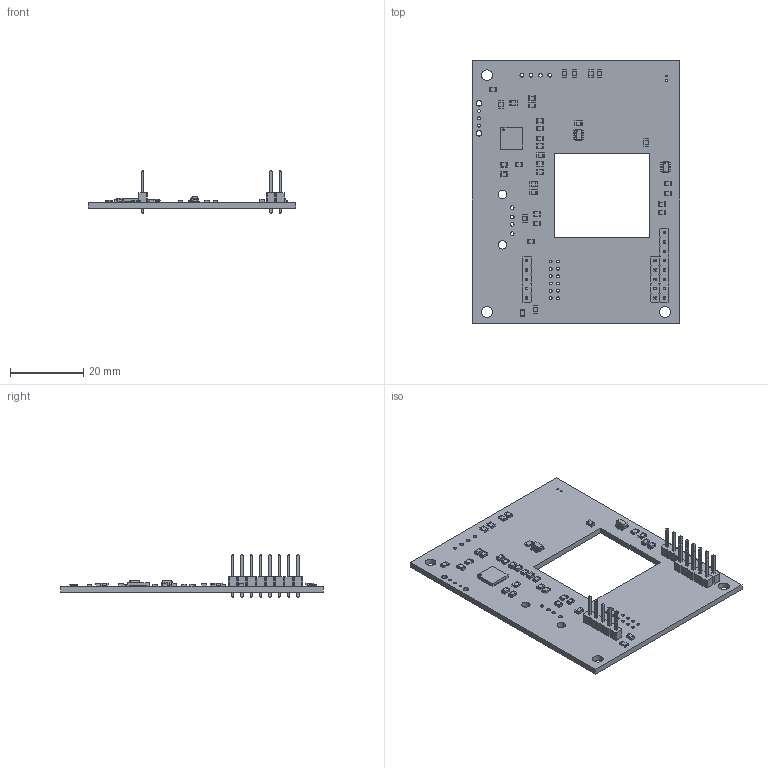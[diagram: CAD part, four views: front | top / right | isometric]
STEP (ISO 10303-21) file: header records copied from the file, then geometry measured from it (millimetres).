
FILE_DESCRIPTION(('KiCad electronic assembly'),'2;1');
FILE_NAME('5.0.3 - Anker-Ver1.0.step','2019-04-24T18:06:18',('An Author' ),('A Company'),'Open CASCADE STEP processor 6.9', 'KiCad to STEP converter','Unknown');
FILE_SCHEMA(('AUTOMOTIVE_DESIGN { 1 0 10303 214 1 1 1 1 }'));
Length unit declared in the file: millimetre
Products named in the file (17): Open CASCADE STEP translator 6.9 1; PinHeader_1x08_P2.54mm_Vertical; SOLID; LED_0603; R_0805; C_0805; SOT-23-6; UQFN-48-1EP_6x6mm_Pitch0.4mm; PinHeader_1x05_P2.54mm_Vertical; R_0805_2012Metric; COMPOUND
Assembly tree (50 placements, depth 3):
  Open CASCADE STEP translator 6.9 1
    PinHeader_1x08_P2.54mm_Vertical
      SOLID
    LED_0603  x3
    R_0805  x17
      SOLID
    C_0805  x15
      SOLID
    SOT-23-6  x2
      SOLID
    UQFN-48-1EP_6x6mm_Pitch0.4mm
      SOLID
    PinHeader_1x05_P2.54mm_Vertical  x2
      SOLID
    R_0805_2012Metric
      SOLID
    COMPOUND
Bounding box: 56.61 x 71.59 x 11.54 mm (x, y, z)
Volume: 5877.6 mm3; surface area: 8996.5 mm2
Topology: 40 solids, 40 shells, 1980 faces, 5246 edges, 3416 vertices
Faces by surface type: plane 1447, cylinder 473, bspline 60
Full cylindrical faces by diameter (mm): 0.25 x2, 0.5 x3, 0.762 x8, 0.8 x7, 1 x22, 1.001 x4, 1.5 x2, 2.301 x2, 3 x3
Entity records: 65002 total; most frequent: CARTESIAN_POINT 10664, DIRECTION 9006, LINE 6421, VECTOR 6421, ORIENTED_EDGE 4746, PCURVE 4746, DEFINITIONAL_REPRESENTATION 4746, EDGE_CURVE 2373
